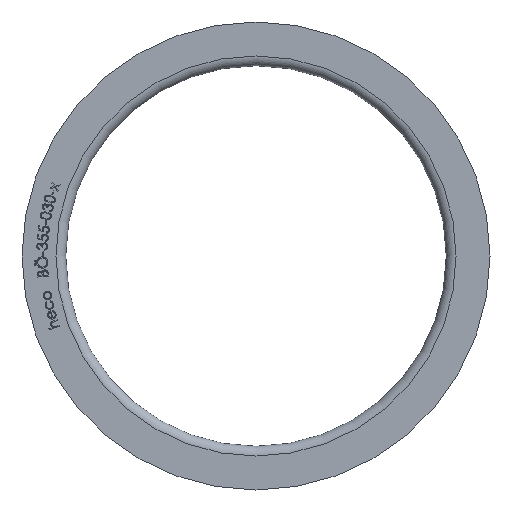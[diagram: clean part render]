
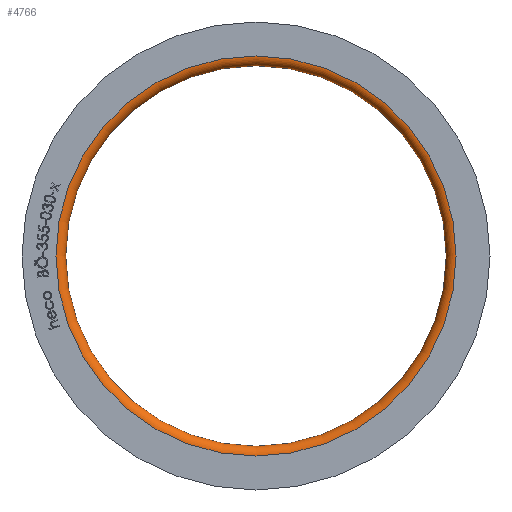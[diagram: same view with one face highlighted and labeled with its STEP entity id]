
A CAD part, left-side view. The second image highlights one B-rep face of the part: STEP entity #4766.
In plain terms, the highlighted toroidal (fillet/blend) face has major radius 183.8 mm and minor radius 9 mm.
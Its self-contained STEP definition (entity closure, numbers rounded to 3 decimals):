
#1088 = CARTESIAN_POINT ( 'NONE',  ( 0., 0., 183.8 ) ) ;
#1374 = EDGE_LOOP ( 'NONE', ( #6025 ) ) ;
#2600 = AXIS2_PLACEMENT_3D ( 'NONE', #8415, #16345, #13532 ) ;
#3726 = CIRCLE ( 'NONE', #13375, 183.8 ) ;
#4766 = ADVANCED_FACE ( 'NONE', ( #8852, #13985 ), #14564, .T. ) ;
#5922 = EDGE_LOOP ( 'NONE', ( #15353 ) ) ;
#6025 = ORIENTED_EDGE ( 'NONE', *, *, #11249, .F. ) ;
#6344 = DIRECTION ( 'NONE',  ( -1., 0., 0. ) ) ;
#7324 = AXIS2_PLACEMENT_3D ( 'NONE', #12716, #6344, #15322 ) ;
#7368 = VERTEX_POINT ( 'NONE', #1088 ) ;
#7971 = CIRCLE ( 'NONE', #2600, 174.8 ) ;
#8415 = CARTESIAN_POINT ( 'NONE',  ( 9., 0., 0. ) ) ;
#8792 = CARTESIAN_POINT ( 'NONE',  ( 9., 0., 174.8 ) ) ;
#8852 = FACE_OUTER_BOUND ( 'NONE', #1374, .T. ) ;
#10112 = DIRECTION ( 'NONE',  ( 0., 0., 1. ) ) ;
#10859 = EDGE_CURVE ( 'NONE', #7368, #7368, #3726, .T. ) ;
#11249 = EDGE_CURVE ( 'NONE', #12496, #12496, #7971, .T. ) ;
#11387 = CARTESIAN_POINT ( 'NONE',  ( 0., 0., 0. ) ) ;
#12496 = VERTEX_POINT ( 'NONE', #8792 ) ;
#12716 = CARTESIAN_POINT ( 'NONE',  ( 9., 0., 0. ) ) ;
#13375 = AXIS2_PLACEMENT_3D ( 'NONE', #11387, #16467, #10112 ) ;
#13532 = DIRECTION ( 'NONE',  ( 0., 0., 1. ) ) ;
#13985 = FACE_OUTER_BOUND ( 'NONE', #5922, .T. ) ;
#14564 = TOROIDAL_SURFACE ( 'NONE', #7324, 183.8, 9. ) ;
#15322 = DIRECTION ( 'NONE',  ( 0., 0., 1. ) ) ;
#15353 = ORIENTED_EDGE ( 'NONE', *, *, #10859, .T. ) ;
#16345 = DIRECTION ( 'NONE',  ( -1., 0., 0. ) ) ;
#16467 = DIRECTION ( 'NONE',  ( -1., 0., 0. ) ) ;
